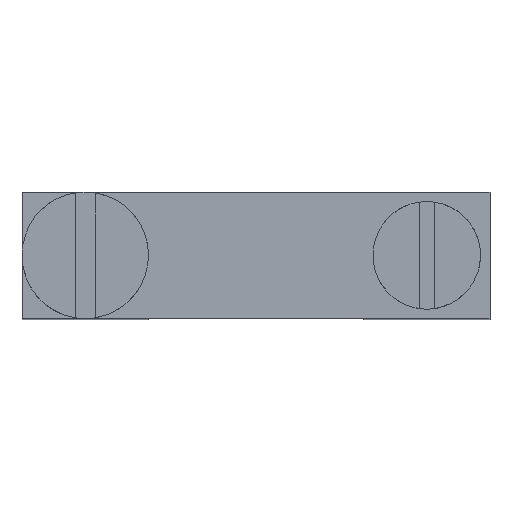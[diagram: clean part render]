
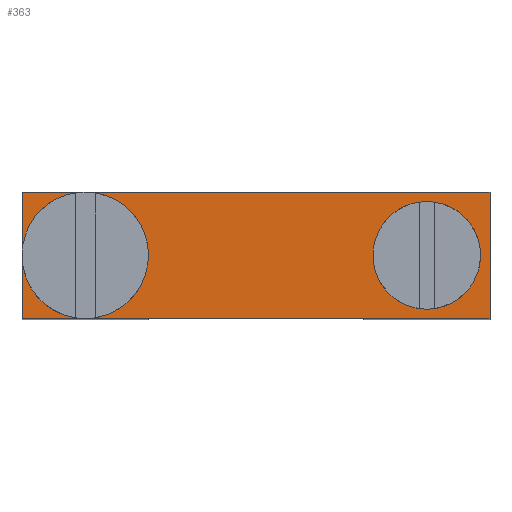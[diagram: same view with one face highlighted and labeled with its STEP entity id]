
A CAD part, top view. The second image highlights one B-rep face of the part: STEP entity #363.
In plain terms, the highlighted planar face has unit normal (0, 0, 1).
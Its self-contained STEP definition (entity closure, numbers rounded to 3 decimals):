
#280=AXIS2_PLACEMENT_3D('Circle Axis2P3D',#278,#279,$) ;
#292=AXIS2_PLACEMENT_3D('Circle Axis2P3D',#290,#291,$) ;
#305=AXIS2_PLACEMENT_3D('Plane Axis2P3D',#302,#303,#304) ;
#347=AXIS2_PLACEMENT_3D('Circle Axis2P3D',#345,#346,$) ;
#356=AXIS2_PLACEMENT_3D('Circle Axis2P3D',#354,#355,$) ;
#268=CARTESIAN_POINT('Vertex',(34.194,3.801,72.6)) ;
#275=CARTESIAN_POINT('Vertex',(29.806,6.199,72.6)) ;
#278=CARTESIAN_POINT('Axis2P3D Location',(32.,5.,72.6)) ;
#290=CARTESIAN_POINT('Axis2P3D Location',(32.,5.,72.6)) ;
#302=CARTESIAN_POINT('Axis2P3D Location',(0.,5.,72.6)) ;
#307=CARTESIAN_POINT('Line Origine',(37.,5.,72.6)) ;
#311=CARTESIAN_POINT('Vertex',(37.,10.,72.6)) ;
#313=CARTESIAN_POINT('Vertex',(37.,0.,72.6)) ;
#316=CARTESIAN_POINT('Line Origine',(18.5,10.,72.6)) ;
#320=CARTESIAN_POINT('Vertex',(0.,10.,72.6)) ;
#323=CARTESIAN_POINT('Line Origine',(0.,5.,72.6)) ;
#327=CARTESIAN_POINT('Vertex',(0.,0.,72.6)) ;
#330=CARTESIAN_POINT('Line Origine',(18.5,0.,72.6)) ;
#345=CARTESIAN_POINT('Axis2P3D Location',(5.,5.,72.6)) ;
#349=CARTESIAN_POINT('Vertex',(2.367,6.438,72.6)) ;
#351=CARTESIAN_POINT('Vertex',(7.633,3.562,72.6)) ;
#354=CARTESIAN_POINT('Axis2P3D Location',(5.,5.,72.6)) ;
#279=DIRECTION('Axis2P3D Direction',(0.,0.,-1.)) ;
#291=DIRECTION('Axis2P3D Direction',(0.,0.,-1.)) ;
#303=DIRECTION('Axis2P3D Direction',(0.,0.,-1.)) ;
#304=DIRECTION('Axis2P3D XDirection',(1.,0.,0.)) ;
#308=DIRECTION('Vector Direction',(0.,-1.,0.)) ;
#317=DIRECTION('Vector Direction',(1.,0.,0.)) ;
#324=DIRECTION('Vector Direction',(0.,-1.,0.)) ;
#331=DIRECTION('Vector Direction',(1.,0.,0.)) ;
#346=DIRECTION('Axis2P3D Direction',(0.,0.,-1.)) ;
#355=DIRECTION('Axis2P3D Direction',(0.,0.,-1.)) ;
#309=VECTOR('Line Direction',#308,1.) ;
#318=VECTOR('Line Direction',#317,1.) ;
#325=VECTOR('Line Direction',#324,1.) ;
#332=VECTOR('Line Direction',#331,1.) ;
#336=ORIENTED_EDGE('',*,*,#315,.F.) ;
#337=ORIENTED_EDGE('',*,*,#322,.T.) ;
#338=ORIENTED_EDGE('',*,*,#329,.T.) ;
#339=ORIENTED_EDGE('',*,*,#334,.F.) ;
#342=ORIENTED_EDGE('',*,*,#294,.T.) ;
#343=ORIENTED_EDGE('',*,*,#282,.T.) ;
#360=ORIENTED_EDGE('',*,*,#353,.T.) ;
#361=ORIENTED_EDGE('',*,*,#358,.T.) ;
#344=FACE_BOUND('',#341,.T.) ;
#362=FACE_BOUND('',#359,.T.) ;
#363=ADVANCED_FACE('Koerper.2',(#340,#344,#362),#306,.F.) ;
#281=CIRCLE('generated circle',#280,2.5) ;
#293=CIRCLE('generated circle',#292,2.5) ;
#348=CIRCLE('generated circle',#347,3.) ;
#357=CIRCLE('generated circle',#356,3.) ;
#282=EDGE_CURVE('',#269,#276,#281,.T.) ;
#294=EDGE_CURVE('',#276,#269,#293,.T.) ;
#315=EDGE_CURVE('',#312,#314,#310,.T.) ;
#322=EDGE_CURVE('',#312,#321,#319,.F.) ;
#329=EDGE_CURVE('',#321,#328,#326,.T.) ;
#334=EDGE_CURVE('',#314,#328,#333,.F.) ;
#353=EDGE_CURVE('',#350,#352,#348,.T.) ;
#358=EDGE_CURVE('',#352,#350,#357,.T.) ;
#335=EDGE_LOOP('',(#336,#337,#338,#339)) ;
#341=EDGE_LOOP('',(#342,#343)) ;
#359=EDGE_LOOP('',(#360,#361)) ;
#340=FACE_OUTER_BOUND('',#335,.T.) ;
#310=LINE('Line',#307,#309) ;
#319=LINE('Line',#316,#318) ;
#326=LINE('Line',#323,#325) ;
#333=LINE('Line',#330,#332) ;
#306=PLANE('',#305) ;
#269=VERTEX_POINT('',#268) ;
#276=VERTEX_POINT('',#275) ;
#312=VERTEX_POINT('',#311) ;
#314=VERTEX_POINT('',#313) ;
#321=VERTEX_POINT('',#320) ;
#328=VERTEX_POINT('',#327) ;
#350=VERTEX_POINT('',#349) ;
#352=VERTEX_POINT('',#351) ;
